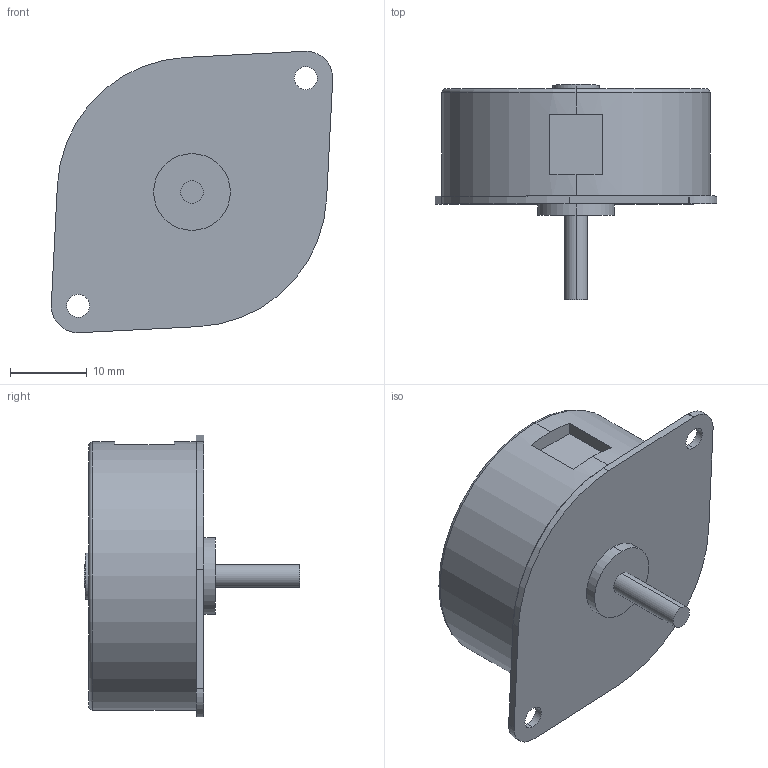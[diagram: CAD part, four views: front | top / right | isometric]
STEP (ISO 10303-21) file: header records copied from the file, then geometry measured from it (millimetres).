
FILE_DESCRIPTION (( 'STEP AP214' ), '1' );
FILE_NAME ('10551.STEP', '2015-05-13T21:33:07', ( '' ), ( '' ), 'SwSTEP 2.0', 'SolidWorks 2014', '' );
FILE_SCHEMA (( 'AUTOMOTIVE_DESIGN' ));
Length unit declared in the file: millimetre
Products named in the file (1): 10551
Bounding box: 36.69 x 28.1 x 36.69 mm (x, y, z)
Volume: 14688.5 mm3; surface area: 4107.4 mm2
Topology: 1 solids, 1 shells, 37 faces, 88 edges, 58 vertices
Faces by surface type: cylinder 19, plane 16, torus 2
Entity records: 1134 total; most frequent: DIRECTION 210, CARTESIAN_POINT 184, ORIENTED_EDGE 176, EDGE_CURVE 88, AXIS2_PLACEMENT_3D 84, VERTEX_POINT 58, EDGE_LOOP 46, CIRCLE 46
